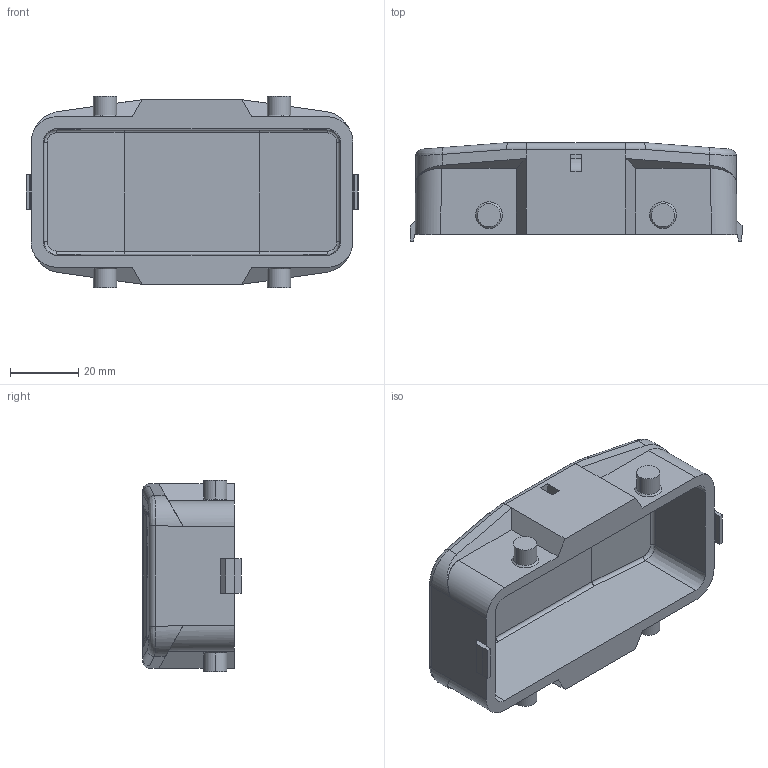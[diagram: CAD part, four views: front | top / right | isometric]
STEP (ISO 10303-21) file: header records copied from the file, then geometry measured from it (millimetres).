
FILE_DESCRIPTION((''),'2;1');
FILE_NAME('3D_1170160308002_H16B_P-CV-4B_2','2023-12-28T',('yp.zhu'),(''),'PRO/ENGINEER BY PARAMETRIC TECHNOLOGY CORPORATION, 2012480','PRO/ENGINEER BY PARAMETRIC TECHNOLOGY CORPORATION, 2012480','');
FILE_SCHEMA(('CONFIG_CONTROL_DESIGN'));
Length unit declared in the file: millimetre
Products named in the file (1): 3D_1170160308002_H16B_P-CV-4B_2
Bounding box: 97.09 x 28.8 x 56 mm (x, y, z)
Volume: 44807.5 mm3; surface area: 22292.9 mm2
Topology: 1 solids, 1 shells, 245 faces, 632 edges, 408 vertices
Faces by surface type: plane 153, cylinder 48, extrusion 20, cone 12, bspline 12
Entity records: 8553 total; most frequent: CARTESIAN_POINT 2746, ORIENTED_EDGE 1264, DIRECTION 1026, EDGE_CURVE 632, VECTOR 488, LINE 468, VERTEX_POINT 408, AXIS2_PLACEMENT_3D 269
